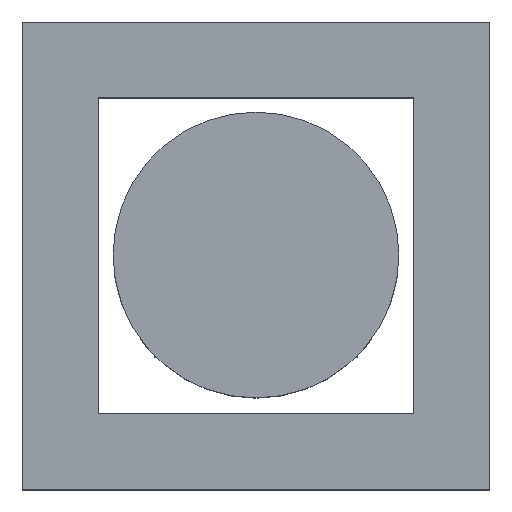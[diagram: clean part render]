
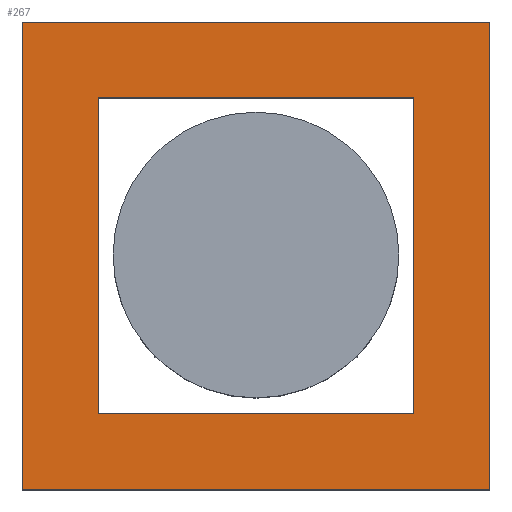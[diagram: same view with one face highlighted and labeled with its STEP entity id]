
A CAD part, top view. The second image highlights one B-rep face of the part: STEP entity #267.
In plain terms, the highlighted planar face has unit normal (0, 0, 1).
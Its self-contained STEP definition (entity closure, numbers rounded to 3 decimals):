
#113=LINE('',#621,#149);
#114=LINE('',#624,#150);
#115=LINE('',#626,#151);
#116=LINE('',#628,#152);
#117=LINE('',#629,#153);
#118=LINE('',#632,#154);
#119=LINE('',#634,#155);
#120=LINE('',#636,#156);
#149=VECTOR('',#526,1.);
#150=VECTOR('',#527,1.);
#151=VECTOR('',#528,1.);
#152=VECTOR('',#529,1.);
#153=VECTOR('',#530,1.);
#154=VECTOR('',#531,1.);
#155=VECTOR('',#532,1.);
#156=VECTOR('',#533,1.);
#227=PLANE('',#482);
#267=ADVANCED_FACE('',(#289,#290),#227,.F.);
#289=FACE_BOUND('',#301,.T.);
#290=FACE_BOUND('',#302,.T.);
#301=EDGE_LOOP('',(#327,#328,#329,#330));
#302=EDGE_LOOP('',(#331,#332,#333,#334));
#327=ORIENTED_EDGE('',*,*,#431,.T.);
#328=ORIENTED_EDGE('',*,*,#432,.T.);
#329=ORIENTED_EDGE('',*,*,#433,.T.);
#330=ORIENTED_EDGE('',*,*,#434,.T.);
#331=ORIENTED_EDGE('',*,*,#435,.F.);
#332=ORIENTED_EDGE('',*,*,#436,.F.);
#333=ORIENTED_EDGE('',*,*,#437,.F.);
#334=ORIENTED_EDGE('',*,*,#438,.F.);
#403=VERTEX_POINT('',#622);
#404=VERTEX_POINT('',#623);
#405=VERTEX_POINT('',#625);
#406=VERTEX_POINT('',#627);
#407=VERTEX_POINT('',#630);
#408=VERTEX_POINT('',#631);
#409=VERTEX_POINT('',#633);
#410=VERTEX_POINT('',#635);
#431=EDGE_CURVE('',#403,#404,#113,.T.);
#432=EDGE_CURVE('',#404,#405,#114,.T.);
#433=EDGE_CURVE('',#405,#406,#115,.T.);
#434=EDGE_CURVE('',#406,#403,#116,.T.);
#435=EDGE_CURVE('',#407,#408,#117,.T.);
#436=EDGE_CURVE('',#409,#407,#118,.T.);
#437=EDGE_CURVE('',#410,#409,#119,.T.);
#438=EDGE_CURVE('',#408,#410,#120,.T.);
#482=AXIS2_PLACEMENT_3D('',#637,#534,#535);
#526=DIRECTION('',(-1.,0.,0.));
#527=DIRECTION('',(0.,-1.,0.));
#528=DIRECTION('',(1.,0.,0.));
#529=DIRECTION('',(0.,1.,0.));
#530=DIRECTION('',(-1.,0.,0.));
#531=DIRECTION('',(0.,1.,0.));
#532=DIRECTION('',(1.,0.,0.));
#533=DIRECTION('',(0.,-1.,0.));
#534=DIRECTION('',(0.,0.,-1.));
#535=DIRECTION('',(-1.,0.,0.));
#621=CARTESIAN_POINT('',(25.,37.,25.));
#622=CARTESIAN_POINT('',(37.,37.,25.));
#623=CARTESIAN_POINT('',(-37.,37.,25.));
#624=CARTESIAN_POINT('',(-37.,25.,25.));
#625=CARTESIAN_POINT('',(-37.,-37.,25.));
#626=CARTESIAN_POINT('',(-25.,-37.,25.));
#627=CARTESIAN_POINT('',(37.,-37.,25.));
#628=CARTESIAN_POINT('',(37.,-25.,25.));
#629=CARTESIAN_POINT('',(25.,25.,25.));
#630=CARTESIAN_POINT('',(25.,25.,25.));
#631=CARTESIAN_POINT('',(-25.,25.,25.));
#632=CARTESIAN_POINT('',(25.,-25.,25.));
#633=CARTESIAN_POINT('',(25.,-25.,25.));
#634=CARTESIAN_POINT('',(-25.,-25.,25.));
#635=CARTESIAN_POINT('',(-25.,-25.,25.));
#636=CARTESIAN_POINT('',(-25.,25.,25.));
#637=CARTESIAN_POINT('',(25.,25.,25.));
